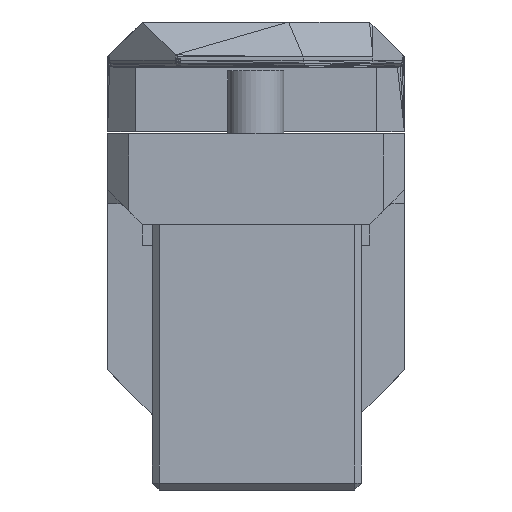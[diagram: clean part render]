
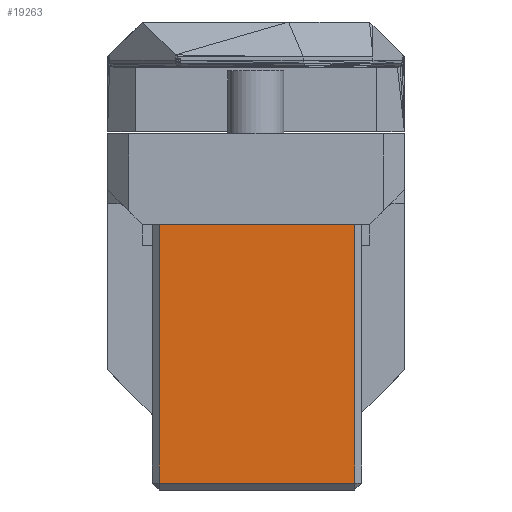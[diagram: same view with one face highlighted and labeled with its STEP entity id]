
A CAD part, left-side view. The second image highlights one B-rep face of the part: STEP entity #19263.
In plain terms, the highlighted planar face has unit normal (-1, 0, 0).
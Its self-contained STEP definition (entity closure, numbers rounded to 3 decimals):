
#19113 = VERTEX_POINT('',#19114);
#19114 = CARTESIAN_POINT('',(-163.67,7.134,-96.));
#19120 = EDGE_CURVE('',#19121,#19113,#19123,.T.);
#19121 = VERTEX_POINT('',#19122);
#19122 = CARTESIAN_POINT('',(-163.67,7.134,-144.));
#19123 = LINE('',#19124,#19125);
#19124 = CARTESIAN_POINT('',(-163.67,7.134,-145.));
#19125 = VECTOR('',#19126,1.);
#19126 = DIRECTION('',(0.,0.,1.));
#19263 = ADVANCED_FACE('',(#19264),#19289,.F.);
#19264 = FACE_BOUND('',#19265,.F.);
#19265 = EDGE_LOOP('',(#19266,#19276,#19282,#19283));
#19266 = ORIENTED_EDGE('',*,*,#19267,.T.);
#19267 = EDGE_CURVE('',#19268,#19270,#19272,.T.);
#19268 = VERTEX_POINT('',#19269);
#19269 = CARTESIAN_POINT('',(-163.67,35.134,-144.));
#19270 = VERTEX_POINT('',#19271);
#19271 = CARTESIAN_POINT('',(-163.67,35.134,-96.));
#19272 = LINE('',#19273,#19274);
#19273 = CARTESIAN_POINT('',(-163.67,35.134,-145.));
#19274 = VECTOR('',#19275,1.);
#19275 = DIRECTION('',(0.,0.,1.));
#19276 = ORIENTED_EDGE('',*,*,#19277,.T.);
#19277 = EDGE_CURVE('',#19270,#19113,#19278,.T.);
#19278 = LINE('',#19279,#19280);
#19279 = CARTESIAN_POINT('',(-163.67,36.134,-96.));
#19280 = VECTOR('',#19281,1.);
#19281 = DIRECTION('',(0.,-1.,0.));
#19282 = ORIENTED_EDGE('',*,*,#19120,.F.);
#19283 = ORIENTED_EDGE('',*,*,#19284,.F.);
#19284 = EDGE_CURVE('',#19268,#19121,#19285,.T.);
#19285 = LINE('',#19286,#19287);
#19286 = CARTESIAN_POINT('',(-163.67,36.134,-144.));
#19287 = VECTOR('',#19288,1.);
#19288 = DIRECTION('',(0.,-1.,0.));
#19289 = PLANE('',#19290);
#19290 = AXIS2_PLACEMENT_3D('',#19291,#19292,#19293);
#19291 = CARTESIAN_POINT('',(-163.67,36.134,-145.));
#19292 = DIRECTION('',(1.,0.,0.));
#19293 = DIRECTION('',(0.,-1.,0.));
